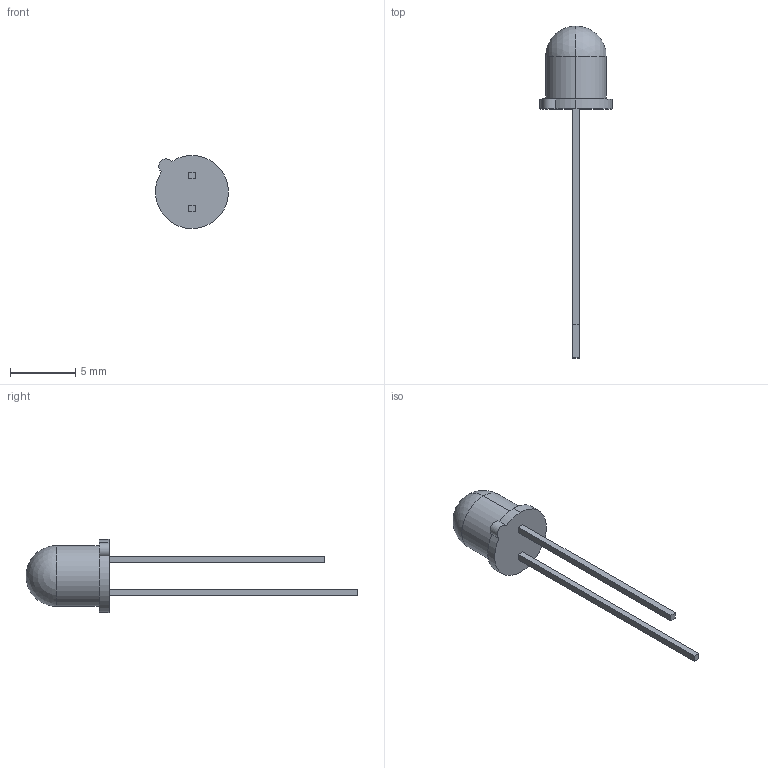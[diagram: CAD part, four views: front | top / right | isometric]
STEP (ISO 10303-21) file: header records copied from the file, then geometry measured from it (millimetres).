
FILE_DESCRIPTION (( 'STEP AP203' ), '1' );
FILE_NAME ('OP298A.STEP', '2013-12-13T22:07:15', ( 'optek' ), ( '' ), 'SwSTEP 2.0', 'SolidWorks 2013', '' );
FILE_SCHEMA (( 'CONFIG_CONTROL_DESIGN' ));
Length unit declared in the file: inch
Products named in the file (1): OP298A
Bounding box: 5.58 x 25.4 x 5.59 mm (x, y, z)
Volume: 109.9 mm3; surface area: 200.9 mm2
Topology: 1 solids, 1 shells, 20 faces, 48 edges, 31 vertices
Faces by surface type: plane 12, cylinder 6, sphere 2
Entity records: 633 total; most frequent: DIRECTION 100, CARTESIAN_POINT 94, ORIENTED_EDGE 88, EDGE_CURVE 44, AXIS2_PLACEMENT_3D 35, VECTOR 30, LINE 30, VERTEX_POINT 29
